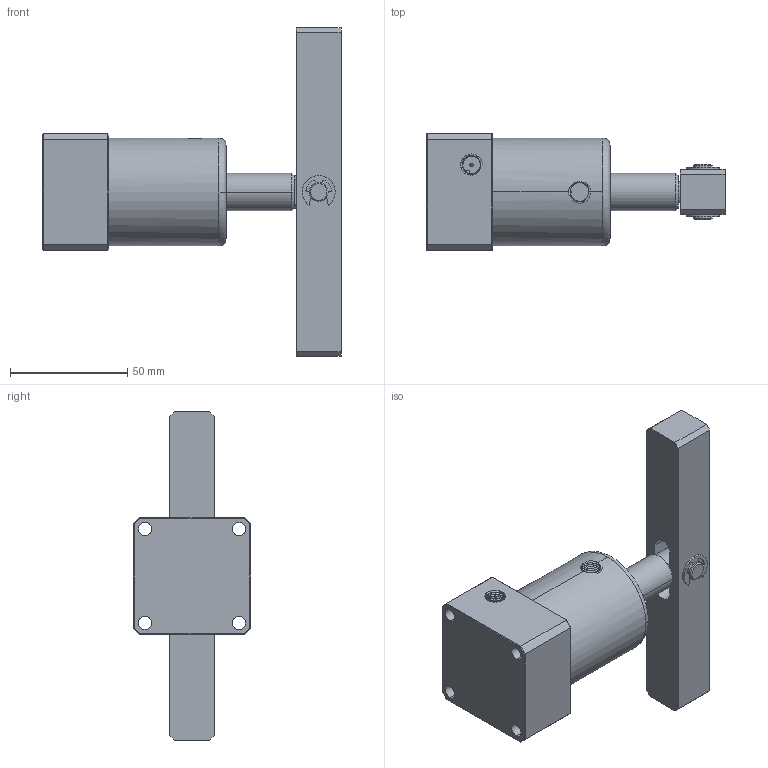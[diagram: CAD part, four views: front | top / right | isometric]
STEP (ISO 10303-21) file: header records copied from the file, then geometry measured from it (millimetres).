
FILE_DESCRIPTION (( 'STEP AP203' ), '1' );
FILE_NAME ('ASC-32D.STEP', '2019-05-09T12:52:56', ( 'User' ), ( 'china' ), 'SwSTEP 2.0', 'SolidWorks 2018', '' );
FILE_SCHEMA (( 'CONFIG_CONTROL_DESIGN' ));
Length unit declared in the file: millimetre
Products named in the file (6): ASC-32BT; ASC-32DHSG; ASC-32DYB; XDIAO_1; KKDC_1; ASC-32D
Assembly tree (6 placements, depth 2):
  ASC-32D
    ASC-32BT
    ASC-32DHSG
    ASC-32DYB
    XDIAO_1
    KKDC_1  x2
Bounding box: 127 x 50 x 140 mm (x, y, z)
Volume: 181857.8 mm3; surface area: 46329.7 mm2
Topology: 6 solids, 7 shells, 198 faces, 589 edges, 412 vertices
Faces by surface type: cylinder 87, plane 66, cone 31, bspline 12, torus 2
Entity records: 14694 total; most frequent: CARTESIAN_POINT 9556, ORIENTED_EDGE 1082, DIRECTION 718, EDGE_CURVE 541, VERTEX_POINT 380, B_SPLINE_CURVE_WITH_KNOTS 274, AXIS2_PLACEMENT_3D 274, EDGE_LOOP 209
